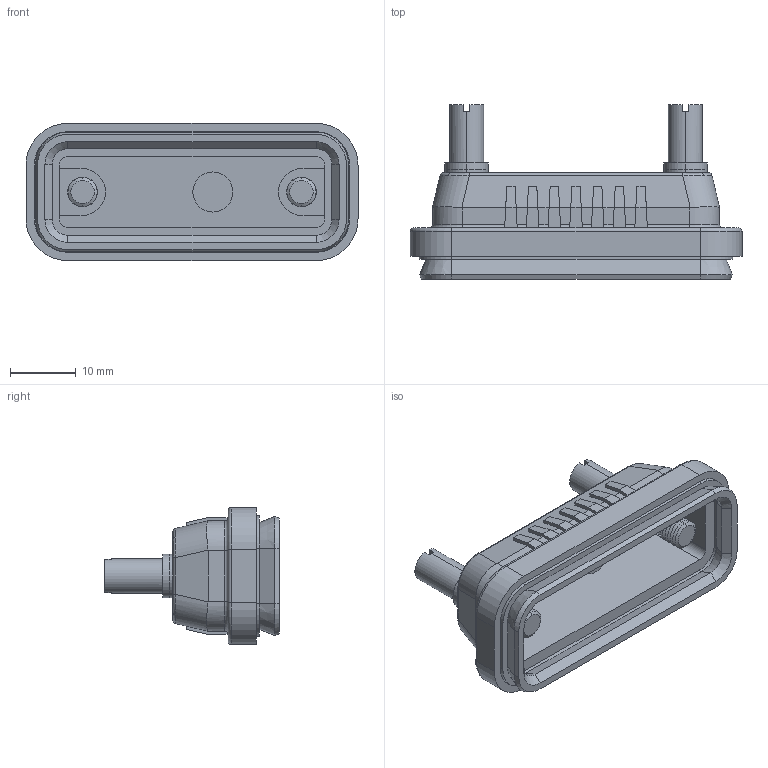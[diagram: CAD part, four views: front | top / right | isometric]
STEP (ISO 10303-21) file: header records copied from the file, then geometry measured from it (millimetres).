
FILE_DESCRIPTION (( 'STEP AP214' ), '1' );
FILE_NAME ('WPSD2.STEP', '2008-05-28T13:59:23', ( ' ' ), ( ' ' ), 'SwSTEP 2.0', 'SolidWorks 2008', '' );
FILE_SCHEMA (( 'AUTOMOTIVE_DESIGN' ));
Length unit declared in the file: inch
Products named in the file (5): 3AA13-003; 3AB10-028; 3AA07-060; 3AA03-018; WPSD2
Assembly tree (6 placements, depth 2):
  WPSD2
    3AB10-028
    3AA13-003
    3AA07-060  x2
    3AA03-018  x2
Bounding box: 50.55 x 26.62 x 20.88 mm (x, y, z)
Volume: 7176.6 mm3; surface area: 8565.3 mm2
Topology: 6 solids, 6 shells, 416 faces, 999 edges, 614 vertices
Faces by surface type: plane 208, cylinder 116, cone 76, bspline 8, torus 8
Entity records: 11256 total; most frequent: CARTESIAN_POINT 2066, ORIENTED_EDGE 1730, DIRECTION 1711, EDGE_CURVE 865, VECTOR 609, LINE 609, AXIS2_PLACEMENT_3D 551, VERTEX_POINT 538
